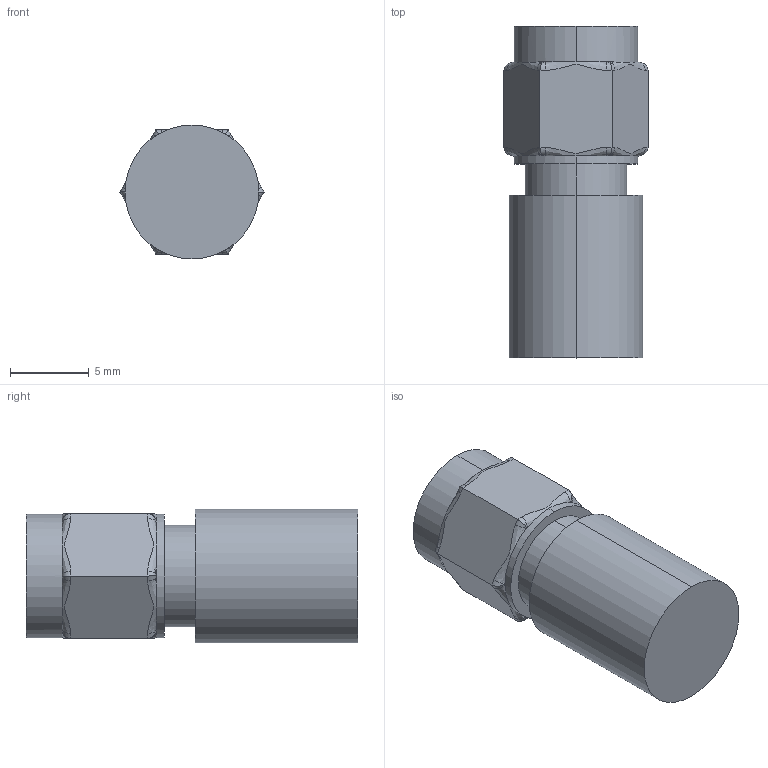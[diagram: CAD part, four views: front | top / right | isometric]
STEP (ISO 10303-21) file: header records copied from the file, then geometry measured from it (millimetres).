
FILE_DESCRIPTION (( 'STEP AP203' ), '1' );
FILE_NAME ('BTS5M.STEP', '2006-06-30T19:42:14', ( ' ' ), ( ' ' ), 'SwSTEP 2.0', 'SolidWorks 2005354', '' );
FILE_SCHEMA (( 'CONFIG_CONTROL_DESIGN' ));
Length unit declared in the file: inch
Products named in the file (1): BTS5M
Bounding box: 9.15 x 21.08 x 8.51 mm (x, y, z)
Volume: 970.9 mm3; surface area: 957.7 mm2
Topology: 1 solids, 1 shells, 80 faces, 178 edges, 106 vertices
Faces by surface type: cylinder 40, plane 26, bspline 12, torus 2
Entity records: 9541 total; most frequent: CARTESIAN_POINT 7721, DIRECTION 376, ORIENTED_EDGE 356, EDGE_CURVE 178, AXIS2_PLACEMENT_3D 153, VERTEX_POINT 106, EDGE_LOOP 86, CIRCLE 84
